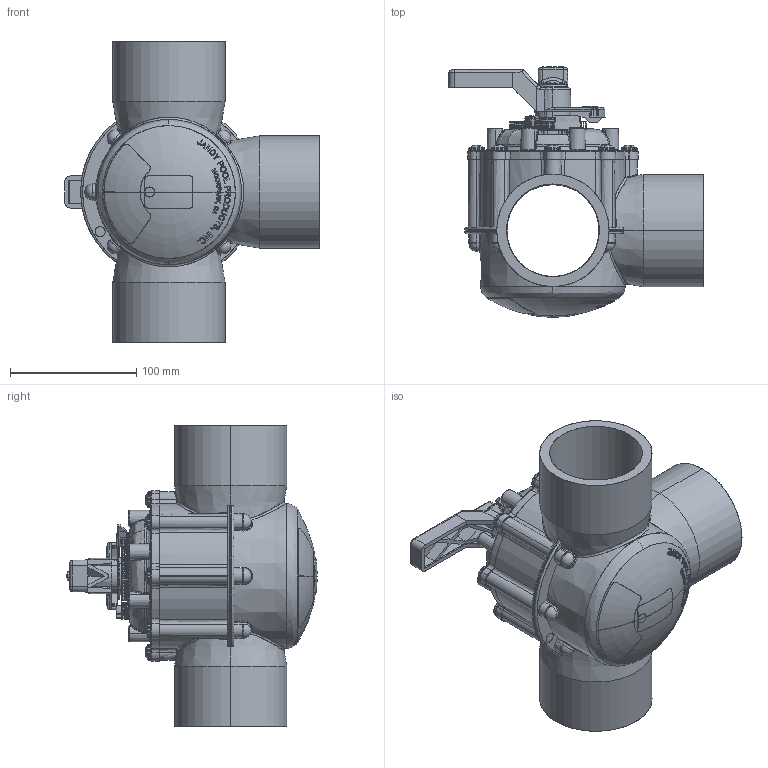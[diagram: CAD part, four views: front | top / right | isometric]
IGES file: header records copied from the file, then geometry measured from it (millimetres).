
Start section: SolidWorks IGES file using analytic representation for surfaces
Global section: file name: 4719.IGS; native system: SolidWorks 2016; preprocessor: SolidWorks 2016; author: Karl.Kendrick; date: 170613.084412; units: inch
Bounding box: 201.63 x 198.23 x 238.15 mm (x, y, z)
Surface area: 186142.6 mm2 (no closed solid volume)
Topology: 0 solids, 0 shells, 1496 faces, 28129 edges, 28044 vertices
Faces by surface type: bspline 1002, revolution 494
